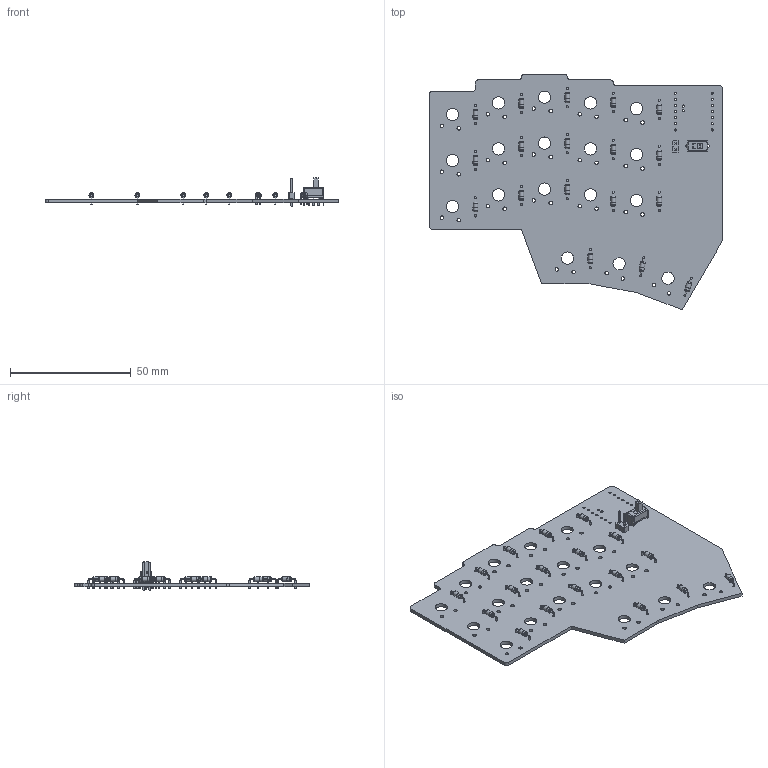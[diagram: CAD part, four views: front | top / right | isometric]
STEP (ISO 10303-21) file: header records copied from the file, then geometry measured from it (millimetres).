
FILE_DESCRIPTION(('KiCad electronic assembly'),'2;1');
FILE_NAME('hexboard.step','2025-06-19T15:41:14',('Pcbnew'),('Kicad'), 'Open CASCADE STEP processor 7.8','KiCad to STEP converter','Unknown' );
FILE_SCHEMA(('AUTOMOTIVE_DESIGN { 1 0 10303 214 1 1 1 1 }'));
Length unit declared in the file: millimetre
Products named in the file (5): hexboard 1; D_DO-35_SOD27_P7.62mm_Horizontal; PinHeader_1x02_P2.54mm_Vertical; SW_Slide_SPDT_Straight_CK_OS102011MS2Q; hexboard_PCB
Assembly tree (21 placements, depth 2):
  hexboard 1
    D_DO-35_SOD27_P7.62mm_Horizontal  x18
    PinHeader_1x02_P2.54mm_Vertical
    SW_Slide_SPDT_Straight_CK_OS102011MS2Q
    hexboard_PCB
Bounding box: 121.44 x 97.63 x 11.7 mm (x, y, z)
Volume: 13725.2 mm3; surface area: 20694.6 mm2
Topology: 44 solids, 44 shells, 703 faces, 1477 edges, 902 vertices
Faces by surface type: plane 387, cylinder 244, torus 72
Full cylindrical faces by diameter (mm): 0.5 x54, 0.8 x39, 0.889 x14, 1 x4, 1.45 x36, 1.5 x2, 2 x36, 2.02 x18, 5.1 x18
Entity records: 15367 total; most frequent: DIRECTION 2265, CARTESIAN_POINT 2186, ORIENTED_EDGE 2138, EDGE_CURVE 1069, LINE 779, VECTOR 779, AXIS2_PLACEMENT_3D 743, FACE_BOUND 669
